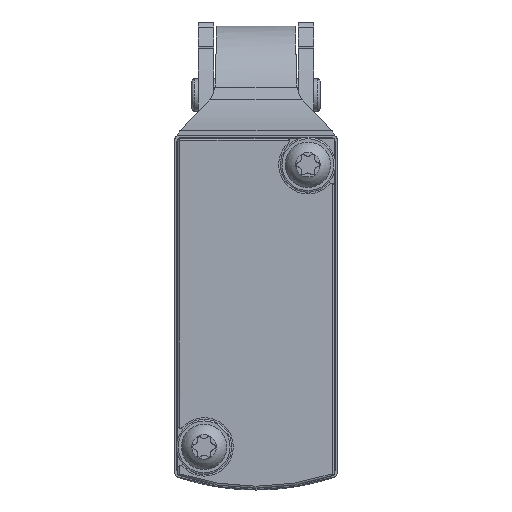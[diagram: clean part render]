
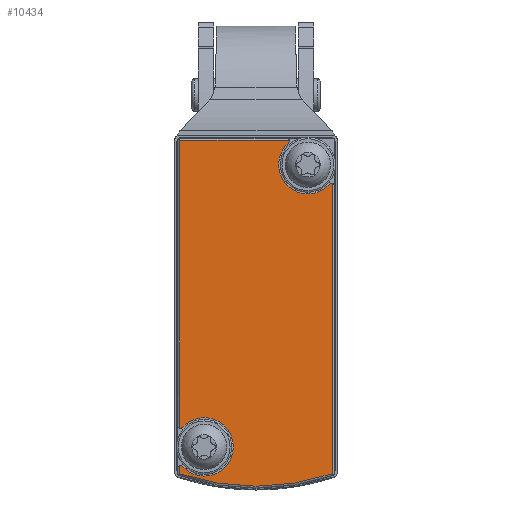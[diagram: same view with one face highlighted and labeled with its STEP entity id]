
A CAD part, front view. The second image highlights one B-rep face of the part: STEP entity #10434.
In plain terms, the highlighted planar face has unit normal (0, -1, 0).
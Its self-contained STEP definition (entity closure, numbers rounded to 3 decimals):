
#184=PLANE('',#11026);
#396=CIRCLE('',#11027,0.4);
#397=CIRCLE('',#11028,3.6);
#398=CIRCLE('',#11029,0.4);
#399=CIRCLE('',#11030,29.537);
#400=CIRCLE('',#11031,0.4);
#401=CIRCLE('',#11032,3.6);
#402=CIRCLE('',#11033,0.4);
#1008=LINE('',#15375,#1595);
#1009=LINE('',#15384,#1596);
#1010=LINE('',#15388,#1597);
#1011=LINE('',#15396,#1598);
#1595=VECTOR('',#12271,1000.);
#1596=VECTOR('',#12278,1000.);
#1597=VECTOR('',#12281,1000.);
#1598=VECTOR('',#12288,1000.);
#2206=ORIENTED_EDGE('',*,*,#4962,.T.);
#2207=ORIENTED_EDGE('',*,*,#4963,.F.);
#2208=ORIENTED_EDGE('',*,*,#4964,.T.);
#2209=ORIENTED_EDGE('',*,*,#4965,.F.);
#2210=ORIENTED_EDGE('',*,*,#4966,.T.);
#2211=ORIENTED_EDGE('',*,*,#4967,.T.);
#2212=ORIENTED_EDGE('',*,*,#4968,.F.);
#2213=ORIENTED_EDGE('',*,*,#4969,.F.);
#2214=ORIENTED_EDGE('',*,*,#4970,.T.);
#2215=ORIENTED_EDGE('',*,*,#4971,.F.);
#2216=ORIENTED_EDGE('',*,*,#4972,.T.);
#4962=EDGE_CURVE('',#6337,#6338,#1008,.F.);
#4963=EDGE_CURVE('',#6339,#6338,#396,.T.);
#4964=EDGE_CURVE('',#6339,#6340,#397,.T.);
#4965=EDGE_CURVE('',#6341,#6340,#398,.T.);
#4966=EDGE_CURVE('',#6341,#6342,#1009,.F.);
#4967=EDGE_CURVE('',#6342,#6343,#399,.T.);
#4968=EDGE_CURVE('',#6344,#6343,#1010,.F.);
#4969=EDGE_CURVE('',#6345,#6344,#400,.T.);
#4970=EDGE_CURVE('',#6345,#6346,#401,.T.);
#4971=EDGE_CURVE('',#6347,#6346,#402,.T.);
#4972=EDGE_CURVE('',#6347,#6337,#1011,.T.);
#6337=VERTEX_POINT('',#15376);
#6338=VERTEX_POINT('',#15377);
#6339=VERTEX_POINT('',#15379);
#6340=VERTEX_POINT('',#15381);
#6341=VERTEX_POINT('',#15383);
#6342=VERTEX_POINT('',#15385);
#6343=VERTEX_POINT('',#15387);
#6344=VERTEX_POINT('',#15389);
#6345=VERTEX_POINT('',#15391);
#6346=VERTEX_POINT('',#15393);
#6347=VERTEX_POINT('',#15395);
#7422=EDGE_LOOP('',(#2206,#2207,#2208,#2209,#2210,#2211,#2212,#2213,#2214,
#2215,#2216));
#8139=FACE_BOUND('',#7422,.T.);
#10434=ADVANCED_FACE('',(#8139),#184,.F.);
#11026=AXIS2_PLACEMENT_3D('',#15374,#12269,#12270);
#11027=AXIS2_PLACEMENT_3D('',#15378,#12272,#12273);
#11028=AXIS2_PLACEMENT_3D('',#15380,#12274,#12275);
#11029=AXIS2_PLACEMENT_3D('',#15382,#12276,#12277);
#11030=AXIS2_PLACEMENT_3D('',#15386,#12279,#12280);
#11031=AXIS2_PLACEMENT_3D('',#15390,#12282,#12283);
#11032=AXIS2_PLACEMENT_3D('',#15392,#12284,#12285);
#11033=AXIS2_PLACEMENT_3D('',#15394,#12286,#12287);
#12269=DIRECTION('',(0.,1.,0.));
#12270=DIRECTION('',(0.,0.,1.));
#12271=DIRECTION('',(-1.,0.,0.));
#12272=DIRECTION('',(0.,1.,0.));
#12273=DIRECTION('',(1.,0.,0.));
#12274=DIRECTION('',(0.,1.,0.));
#12275=DIRECTION('',(1.,0.,0.));
#12276=DIRECTION('',(0.,1.,0.));
#12277=DIRECTION('',(1.,0.,0.));
#12278=DIRECTION('',(-1.,0.,0.));
#12279=DIRECTION('',(0.,-1.,0.));
#12280=DIRECTION('',(0.,0.,-1.));
#12281=DIRECTION('',(-1.,0.,0.));
#12282=DIRECTION('',(0.,1.,0.));
#12283=DIRECTION('',(1.,0.,0.));
#12284=DIRECTION('',(0.,1.,0.));
#12285=DIRECTION('',(1.,0.,0.));
#12286=DIRECTION('',(0.,1.,0.));
#12287=DIRECTION('',(1.,0.,0.));
#12288=DIRECTION('',(0.,0.,-1.));
#15374=CARTESIAN_POINT('',(-20.25,-13.2,-9.25));
#15375=CARTESIAN_POINT('',(25.,-13.2,-9.387));
#15376=CARTESIAN_POINT('',(-20.387,-13.2,-9.387));
#15377=CARTESIAN_POINT('',(15.097,-13.2,-9.387));
#15378=CARTESIAN_POINT('',(14.699,-13.2,-9.35));
#15379=CARTESIAN_POINT('',(14.969,-13.2,-9.055));
#15380=CARTESIAN_POINT('',(17.4,-13.2,-6.4));
#15381=CARTESIAN_POINT('',(19.831,-13.2,-9.055));
#15382=CARTESIAN_POINT('',(20.101,-13.2,-9.35));
#15383=CARTESIAN_POINT('',(19.703,-13.2,-9.387));
#15384=CARTESIAN_POINT('',(25.,-13.2,-9.387));
#15385=CARTESIAN_POINT('',(20.722,-13.2,-9.387));
#15386=CARTESIAN_POINT('',(-7.284,-13.2,0.));
#15387=CARTESIAN_POINT('',(20.722,-13.2,9.387));
#15388=CARTESIAN_POINT('',(25.,-13.2,9.387));
#15389=CARTESIAN_POINT('',(-15.097,-13.2,9.387));
#15390=CARTESIAN_POINT('',(-14.699,-13.2,9.35));
#15391=CARTESIAN_POINT('',(-14.969,-13.2,9.055));
#15392=CARTESIAN_POINT('',(-17.4,-13.2,6.4));
#15393=CARTESIAN_POINT('',(-20.055,-13.2,3.969));
#15394=CARTESIAN_POINT('',(-20.35,-13.2,3.699));
#15395=CARTESIAN_POINT('',(-20.387,-13.2,4.097));
#15396=CARTESIAN_POINT('',(-20.387,-13.2,10.));
